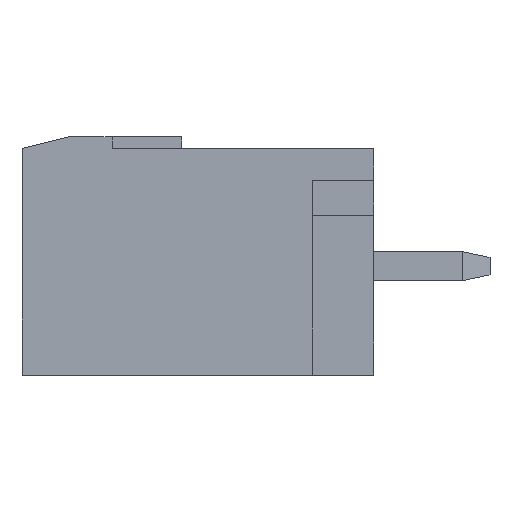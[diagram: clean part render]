
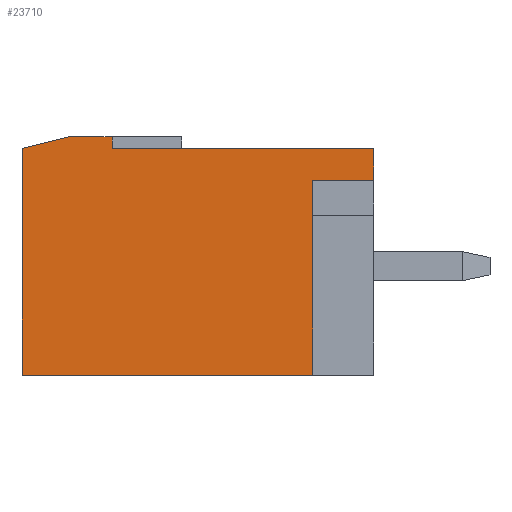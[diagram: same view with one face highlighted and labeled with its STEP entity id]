
A CAD part, left-side view. The second image highlights one B-rep face of the part: STEP entity #23710.
In plain terms, the highlighted planar face has unit normal (-1, 0, 0).
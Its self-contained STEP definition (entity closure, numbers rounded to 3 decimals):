
#328 = DIRECTION ( 'NONE',  ( 0., 1., 0. ) ) ;
#573 = CARTESIAN_POINT ( 'NONE',  ( 0., 0., 7.8 ) ) ;
#768 = ORIENTED_EDGE ( 'NONE', *, *, #25075, .F. ) ;
#828 = VERTEX_POINT ( 'NONE', #19603 ) ;
#1350 = CARTESIAN_POINT ( 'NONE',  ( 0., 9., 8.2 ) ) ;
#1880 = CARTESIAN_POINT ( 'NONE',  ( 0., 2.1, 0. ) ) ;
#2014 = ORIENTED_EDGE ( 'NONE', *, *, #13920, .T. ) ;
#2432 = VERTEX_POINT ( 'NONE', #1880 ) ;
#2588 = LINE ( 'NONE', #18850, #4934 ) ;
#3186 = EDGE_CURVE ( 'NONE', #19704, #7795, #2588, .T. ) ;
#4934 = VECTOR ( 'NONE', #20891, 1000. ) ;
#5217 = CARTESIAN_POINT ( 'NONE',  ( 0., 2.1, 6.7 ) ) ;
#5710 = DIRECTION ( 'NONE',  ( 1., 0., 0. ) ) ;
#5773 = EDGE_CURVE ( 'NONE', #2432, #19704, #15558, .T. ) ;
#5827 = VERTEX_POINT ( 'NONE', #16110 ) ;
#6053 = VECTOR ( 'NONE', #22049, 1000. ) ;
#6850 = DIRECTION ( 'NONE',  ( 0., 0., 1. ) ) ;
#7197 = DIRECTION ( 'NONE',  ( 0., -1., 0. ) ) ;
#7244 = CARTESIAN_POINT ( 'NONE',  ( 0., 12.1, 8.2 ) ) ;
#7312 = LINE ( 'NONE', #11223, #17453 ) ;
#7636 = ORIENTED_EDGE ( 'NONE', *, *, #20713, .T. ) ;
#7795 = VERTEX_POINT ( 'NONE', #20834 ) ;
#8046 = VECTOR ( 'NONE', #10348, 1000. ) ;
#8213 = CARTESIAN_POINT ( 'NONE',  ( 0., 12.1, 0. ) ) ;
#9067 = LINE ( 'NONE', #1350, #11266 ) ;
#9491 = EDGE_LOOP ( 'NONE', ( #19886, #768, #7636, #22655, #25060, #11115, #24201, #2014, #18448 ) ) ;
#9543 = CARTESIAN_POINT ( 'NONE',  ( 0., 12.1, 8.2 ) ) ;
#9856 = VECTOR ( 'NONE', #24065, 1000. ) ;
#9954 = LINE ( 'NONE', #18244, #12023 ) ;
#10348 = DIRECTION ( 'NONE',  ( 0., -1., 0. ) ) ;
#10886 = LINE ( 'NONE', #8213, #8046 ) ;
#11115 = ORIENTED_EDGE ( 'NONE', *, *, #20506, .T. ) ;
#11223 = CARTESIAN_POINT ( 'NONE',  ( 0., 12.1, 8.2 ) ) ;
#11266 = VECTOR ( 'NONE', #17894, 1000. ) ;
#11304 = FACE_OUTER_BOUND ( 'NONE', #9491, .T. ) ;
#12023 = VECTOR ( 'NONE', #328, 1000. ) ;
#12954 = LINE ( 'NONE', #21253, #25782 ) ;
#13208 = VECTOR ( 'NONE', #7197, 1000. ) ;
#13547 = CARTESIAN_POINT ( 'NONE',  ( 0., 9., 7.8 ) ) ;
#13920 = EDGE_CURVE ( 'NONE', #18225, #828, #9067, .T. ) ;
#15257 = EDGE_CURVE ( 'NONE', #20487, #828, #25829, .T. ) ;
#15311 = VERTEX_POINT ( 'NONE', #573 ) ;
#15558 = LINE ( 'NONE', #5217, #6053 ) ;
#15733 = DIRECTION ( 'NONE',  ( 0., 0., 1. ) ) ;
#16110 = CARTESIAN_POINT ( 'NONE',  ( 0., 12.1, 0. ) ) ;
#16710 = AXIS2_PLACEMENT_3D ( 'NONE', #9543, #5710, #25970 ) ;
#17453 = VECTOR ( 'NONE', #15733, 1000. ) ;
#17894 = DIRECTION ( 'NONE',  ( 0., 0., 1. ) ) ;
#18107 = CARTESIAN_POINT ( 'NONE',  ( 0., 12.1, 7.8 ) ) ;
#18121 = CARTESIAN_POINT ( 'NONE',  ( 0., 12.1, 7.8 ) ) ;
#18225 = VERTEX_POINT ( 'NONE', #13547 ) ;
#18244 = CARTESIAN_POINT ( 'NONE',  ( 0., 9., 7.8 ) ) ;
#18448 = ORIENTED_EDGE ( 'NONE', *, *, #15257, .F. ) ;
#18850 = CARTESIAN_POINT ( 'NONE',  ( 0., 0., 6.7 ) ) ;
#18906 = EDGE_CURVE ( 'NONE', #20487, #19998, #20259, .T. ) ;
#18968 = EDGE_CURVE ( 'NONE', #15311, #18225, #9954, .T. ) ;
#19255 = CARTESIAN_POINT ( 'NONE',  ( 0., 2.1, 6.7 ) ) ;
#19603 = CARTESIAN_POINT ( 'NONE',  ( 0., 9., 8.2 ) ) ;
#19704 = VERTEX_POINT ( 'NONE', #19255 ) ;
#19886 = ORIENTED_EDGE ( 'NONE', *, *, #18906, .T. ) ;
#19998 = VERTEX_POINT ( 'NONE', #18121 ) ;
#20259 = LINE ( 'NONE', #18107, #9856 ) ;
#20487 = VERTEX_POINT ( 'NONE', #20623 ) ;
#20506 = EDGE_CURVE ( 'NONE', #7795, #15311, #12954, .T. ) ;
#20623 = CARTESIAN_POINT ( 'NONE',  ( 0., 10.5, 8.2 ) ) ;
#20713 = EDGE_CURVE ( 'NONE', #5827, #2432, #10886, .T. ) ;
#20834 = CARTESIAN_POINT ( 'NONE',  ( 0., 0., 6.7 ) ) ;
#20891 = DIRECTION ( 'NONE',  ( 0., -1., 0. ) ) ;
#21253 = CARTESIAN_POINT ( 'NONE',  ( 0., 0., 8.2 ) ) ;
#22032 = PLANE ( 'NONE',  #16710 ) ;
#22049 = DIRECTION ( 'NONE',  ( 0., 0., 1. ) ) ;
#22655 = ORIENTED_EDGE ( 'NONE', *, *, #5773, .T. ) ;
#23710 = ADVANCED_FACE ( 'NONE', ( #11304 ), #22032, .F. ) ;
#24065 = DIRECTION ( 'NONE',  ( 0., 0.97, -0.243 ) ) ;
#24201 = ORIENTED_EDGE ( 'NONE', *, *, #18968, .T. ) ;
#25060 = ORIENTED_EDGE ( 'NONE', *, *, #3186, .T. ) ;
#25075 = EDGE_CURVE ( 'NONE', #5827, #19998, #7312, .T. ) ;
#25782 = VECTOR ( 'NONE', #6850, 1000. ) ;
#25829 = LINE ( 'NONE', #7244, #13208 ) ;
#25970 = DIRECTION ( 'NONE',  ( 0., 0., -1. ) ) ;
